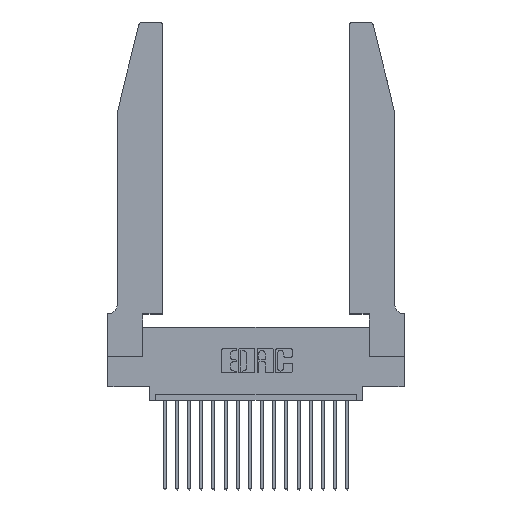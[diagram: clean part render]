
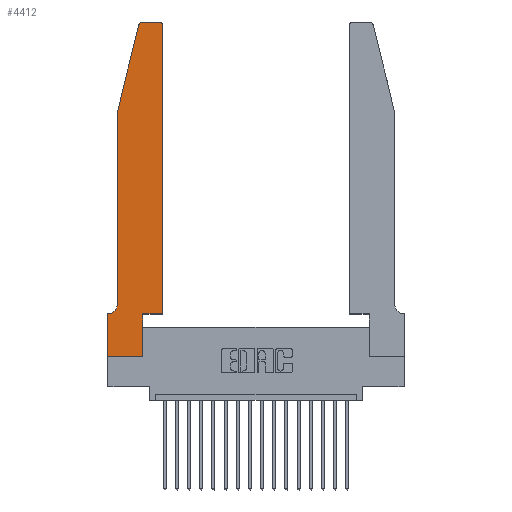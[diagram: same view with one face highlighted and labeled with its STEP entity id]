
A CAD part, top view. The second image highlights one B-rep face of the part: STEP entity #4412.
In plain terms, the highlighted planar face has unit normal (0, 0, 1).
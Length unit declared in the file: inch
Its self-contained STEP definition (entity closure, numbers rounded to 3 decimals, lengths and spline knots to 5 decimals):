
#35 = EDGE_CURVE ( 'NONE', #12117, #13099, #708, .T. ) ;
#188 = CARTESIAN_POINT ( 'NONE',  ( 0., 0.35, 0.37 ) ) ;
#364 = CARTESIAN_POINT ( 'NONE',  ( 0., 0., 0.37 ) ) ;
#443 = VECTOR ( 'NONE', #11670, 39.37008 ) ;
#708 = LINE ( 'NONE', #9416, #19972 ) ;
#1026 = VECTOR ( 'NONE', #6945, 39.37008 ) ;
#1029 = DIRECTION ( 'NONE',  ( -1., 0., 0. ) ) ;
#1306 = ORIENTED_EDGE ( 'NONE', *, *, #6424, .T. ) ;
#1563 = CARTESIAN_POINT ( 'NONE',  ( 0.25487, 2.72718, 0.37 ) ) ;
#1717 = CARTESIAN_POINT ( 'NONE',  ( 0., 0., 0.37 ) ) ;
#1751 = EDGE_CURVE ( 'NONE', #5422, #11223, #2422, .T. ) ;
#1835 = DIRECTION ( 'NONE',  ( 1., 0., 0. ) ) ;
#1840 = ORIENTED_EDGE ( 'NONE', *, *, #18504, .T. ) ;
#1978 = CARTESIAN_POINT ( 'NONE',  ( 0.2865, 0., 0.37 ) ) ;
#2115 = VERTEX_POINT ( 'NONE', #18552 ) ;
#2137 = VERTEX_POINT ( 'NONE', #188 ) ;
#2176 = ORIENTED_EDGE ( 'NONE', *, *, #20208, .T. ) ;
#2422 = CIRCLE ( 'NONE', #18541, 0.03 ) ;
#3280 = CARTESIAN_POINT ( 'NONE',  ( 0.0755, 2., 0.37 ) ) ;
#3404 = AXIS2_PLACEMENT_3D ( 'NONE', #5647, #10272, #1029 ) ;
#3540 = EDGE_CURVE ( 'NONE', #13168, #11389, #14820, .T. ) ;
#3740 = LINE ( 'NONE', #19795, #5173 ) ;
#3765 = CARTESIAN_POINT ( 'NONE',  ( 0.0755, 2., 0.37 ) ) ;
#4367 = VECTOR ( 'NONE', #5133, 39.37008 ) ;
#4412 = ADVANCED_FACE ( 'NONE', ( #13046 ), #17564, .T. ) ;
#4809 = LINE ( 'NONE', #19996, #15909 ) ;
#4884 = DIRECTION ( 'NONE',  ( 1., 0., 0. ) ) ;
#4939 = VECTOR ( 'NONE', #10975, 39.37008 ) ;
#5133 = DIRECTION ( 'NONE',  ( 1., 0., 0. ) ) ;
#5135 = LINE ( 'NONE', #18510, #9783 ) ;
#5157 = LINE ( 'NONE', #3765, #443 ) ;
#5173 = VECTOR ( 'NONE', #15108, 39.37008 ) ;
#5422 = VERTEX_POINT ( 'NONE', #11785 ) ;
#5499 = AXIS2_PLACEMENT_3D ( 'NONE', #9674, #11269, #1835 ) ;
#5647 = CARTESIAN_POINT ( 'NONE',  ( 0.0055, 0.42, 0.37 ) ) ;
#5718 = ORIENTED_EDGE ( 'NONE', *, *, #19557, .T. ) ;
#5822 = DIRECTION ( 'NONE',  ( 1., 0., 0. ) ) ;
#6014 = DIRECTION ( 'NONE',  ( 0., -1., 0. ) ) ;
#6424 = EDGE_CURVE ( 'NONE', #9269, #13168, #12001, .T. ) ;
#6849 = VERTEX_POINT ( 'NONE', #17428 ) ;
#6945 = DIRECTION ( 'NONE',  ( -1., 0., 0. ) ) ;
#7289 = EDGE_CURVE ( 'NONE', #2137, #9269, #4809, .T. ) ;
#8032 = CARTESIAN_POINT ( 'NONE',  ( 0.4205, 2.72, 0.37 ) ) ;
#8327 = ORIENTED_EDGE ( 'NONE', *, *, #19241, .T. ) ;
#8728 = ORIENTED_EDGE ( 'NONE', *, *, #1751, .T. ) ;
#8738 = ORIENTED_EDGE ( 'NONE', *, *, #35, .T. ) ;
#8849 = VECTOR ( 'NONE', #16155, 39.37008 ) ;
#8909 = DIRECTION ( 'NONE',  ( 0., 0., 1. ) ) ;
#9269 = VERTEX_POINT ( 'NONE', #1717 ) ;
#9319 = CIRCLE ( 'NONE', #3404, 0.07 ) ;
#9416 = CARTESIAN_POINT ( 'NONE',  ( 0.0755, 2., 0.37 ) ) ;
#9674 = CARTESIAN_POINT ( 'NONE',  ( 0., 0.35, 0.37 ) ) ;
#9783 = VECTOR ( 'NONE', #18380, 39.37008 ) ;
#9820 = LINE ( 'NONE', #14394, #8849 ) ;
#9938 = VERTEX_POINT ( 'NONE', #17670 ) ;
#10272 = DIRECTION ( 'NONE',  ( 0., 0., -1. ) ) ;
#10975 = DIRECTION ( 'NONE',  ( 0., 1., 0. ) ) ;
#11223 = VERTEX_POINT ( 'NONE', #11698 ) ;
#11269 = DIRECTION ( 'NONE',  ( 0., 0., 1. ) ) ;
#11389 = VERTEX_POINT ( 'NONE', #18715 ) ;
#11509 = DIRECTION ( 'NONE',  ( -0.239, -0.971, 0. ) ) ;
#11670 = DIRECTION ( 'NONE',  ( 0., -1., 0. ) ) ;
#11698 = CARTESIAN_POINT ( 'NONE',  ( 0.4205, 2.75, 0.37 ) ) ;
#11785 = CARTESIAN_POINT ( 'NONE',  ( 0.4505, 2.72, 0.37 ) ) ;
#11847 = ORIENTED_EDGE ( 'NONE', *, *, #3540, .T. ) ;
#12001 = LINE ( 'NONE', #364, #4367 ) ;
#12117 = VERTEX_POINT ( 'NONE', #1563 ) ;
#12320 = EDGE_CURVE ( 'NONE', #11223, #6849, #17051, .T. ) ;
#12880 = CARTESIAN_POINT ( 'NONE',  ( 0.0755, 0.42, 0.37 ) ) ;
#13046 = FACE_OUTER_BOUND ( 'NONE', #19533, .T. ) ;
#13099 = VERTEX_POINT ( 'NONE', #3280 ) ;
#13168 = VERTEX_POINT ( 'NONE', #1978 ) ;
#13812 = AXIS2_PLACEMENT_3D ( 'NONE', #15225, #8909, #5822 ) ;
#13841 = ORIENTED_EDGE ( 'NONE', *, *, #15011, .T. ) ;
#13906 = ORIENTED_EDGE ( 'NONE', *, *, #7289, .T. ) ;
#14109 = DIRECTION ( 'NONE',  ( 0., 0., 1. ) ) ;
#14193 = EDGE_CURVE ( 'NONE', #13099, #19218, #5157, .T. ) ;
#14394 = CARTESIAN_POINT ( 'NONE',  ( 0.0755, 0.35, 0.37 ) ) ;
#14820 = LINE ( 'NONE', #18849, #4939 ) ;
#14835 = ORIENTED_EDGE ( 'NONE', *, *, #12320, .T. ) ;
#14880 = CARTESIAN_POINT ( 'NONE',  ( 0.2605, 2.75, 0.37 ) ) ;
#15011 = EDGE_CURVE ( 'NONE', #11389, #9938, #3740, .T. ) ;
#15099 = CIRCLE ( 'NONE', #13812, 0.03 ) ;
#15108 = DIRECTION ( 'NONE',  ( 1., 0., 0. ) ) ;
#15225 = CARTESIAN_POINT ( 'NONE',  ( 0.284, 2.72, 0.37 ) ) ;
#15909 = VECTOR ( 'NONE', #6014, 39.37008 ) ;
#16155 = DIRECTION ( 'NONE',  ( -1., 0., 0. ) ) ;
#16634 = ORIENTED_EDGE ( 'NONE', *, *, #14193, .T. ) ;
#17051 = LINE ( 'NONE', #14880, #1026 ) ;
#17428 = CARTESIAN_POINT ( 'NONE',  ( 0.284, 2.75, 0.37 ) ) ;
#17564 = PLANE ( 'NONE',  #5499 ) ;
#17670 = CARTESIAN_POINT ( 'NONE',  ( 0.4505, 0.35, 0.37 ) ) ;
#18380 = DIRECTION ( 'NONE',  ( 0., 1., 0. ) ) ;
#18504 = EDGE_CURVE ( 'NONE', #6849, #12117, #15099, .T. ) ;
#18510 = CARTESIAN_POINT ( 'NONE',  ( 0.4505, 0.35, 0.37 ) ) ;
#18541 = AXIS2_PLACEMENT_3D ( 'NONE', #8032, #14109, #4884 ) ;
#18552 = CARTESIAN_POINT ( 'NONE',  ( 0.0055, 0.35, 0.37 ) ) ;
#18715 = CARTESIAN_POINT ( 'NONE',  ( 0.2865, 0.35, 0.37 ) ) ;
#18849 = CARTESIAN_POINT ( 'NONE',  ( 0.2865, 0.35, 0.37 ) ) ;
#19218 = VERTEX_POINT ( 'NONE', #12880 ) ;
#19241 = EDGE_CURVE ( 'NONE', #2115, #2137, #9820, .T. ) ;
#19533 = EDGE_LOOP ( 'NONE', ( #14835, #1840, #8738, #16634, #5718, #8327, #13906, #1306, #11847, #13841, #2176, #8728 ) ) ;
#19557 = EDGE_CURVE ( 'NONE', #19218, #2115, #9319, .T. ) ;
#19795 = CARTESIAN_POINT ( 'NONE',  ( 0.4505, 0.35, 0.37 ) ) ;
#19972 = VECTOR ( 'NONE', #11509, 39.37008 ) ;
#19996 = CARTESIAN_POINT ( 'NONE',  ( 0., 0., 0.37 ) ) ;
#20208 = EDGE_CURVE ( 'NONE', #9938, #5422, #5135, .T. ) ;
